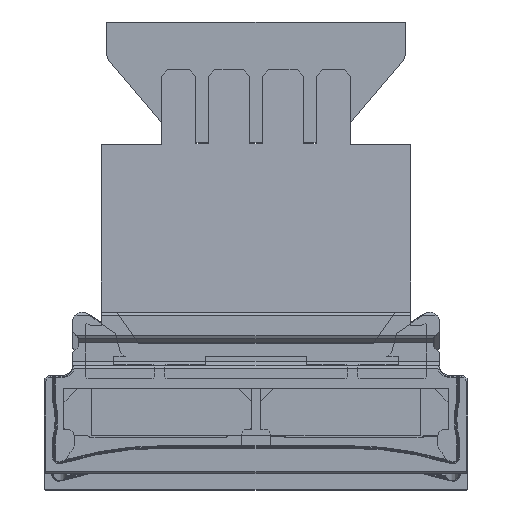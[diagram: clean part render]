
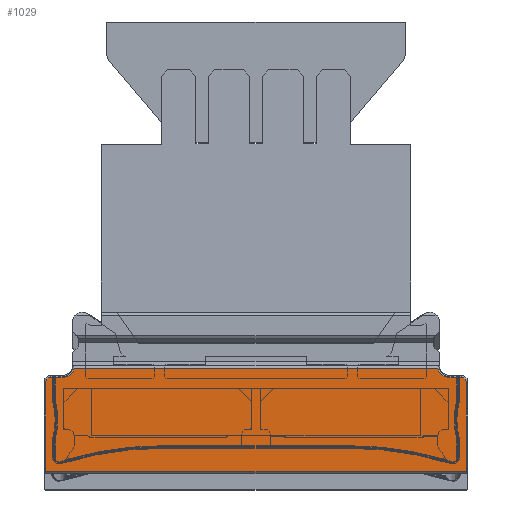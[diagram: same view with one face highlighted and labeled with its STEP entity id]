
A CAD part, top view. The second image highlights one B-rep face of the part: STEP entity #1029.
In plain terms, the highlighted planar face has unit normal (0, 0, 1).
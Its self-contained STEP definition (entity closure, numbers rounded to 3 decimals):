
#108=FACE_BOUND('',#2723,.T.);
#109=FACE_BOUND('',#2724,.T.);
#576=CIRCLE('',#12988,1.8);
#577=CIRCLE('',#12989,0.7);
#578=CIRCLE('',#12990,0.7);
#579=CIRCLE('',#12991,1.8);
#1029=ADVANCED_FACE('',(#108,#109),#1621,.T.);
#1621=PLANE('',#12992);
#2723=EDGE_LOOP('',(#4353,#4354,#4355,#4356,#4357,#4358,#4359,#4360,#4361,
#4362));
#2724=EDGE_LOOP('',(#4363,#4364));
#4353=ORIENTED_EDGE('',*,*,#8884,.F.);
#4354=ORIENTED_EDGE('',*,*,#8885,.F.);
#4355=ORIENTED_EDGE('',*,*,#8886,.F.);
#4356=ORIENTED_EDGE('',*,*,#8887,.F.);
#4357=ORIENTED_EDGE('',*,*,#8888,.F.);
#4358=ORIENTED_EDGE('',*,*,#8889,.T.);
#4359=ORIENTED_EDGE('',*,*,#8883,.F.);
#4360=ORIENTED_EDGE('',*,*,#8890,.F.);
#4361=ORIENTED_EDGE('',*,*,#8891,.F.);
#4362=ORIENTED_EDGE('',*,*,#8892,.F.);
#4363=ORIENTED_EDGE('',*,*,#8893,.F.);
#4364=ORIENTED_EDGE('',*,*,#8893,.T.);
#7517=VERTEX_POINT('',#18904);
#7519=VERTEX_POINT('',#18908);
#7520=VERTEX_POINT('',#18912);
#7521=VERTEX_POINT('',#18913);
#7522=VERTEX_POINT('',#18915);
#7523=VERTEX_POINT('',#18917);
#7524=VERTEX_POINT('',#18919);
#7525=VERTEX_POINT('',#18921);
#7526=VERTEX_POINT('',#18924);
#7527=VERTEX_POINT('',#18926);
#7528=VERTEX_POINT('',#18929);
#7529=VERTEX_POINT('',#18930);
#8883=EDGE_CURVE('',#7519,#7517,#10500,.T.);
#8884=EDGE_CURVE('',#7520,#7521,#10501,.T.);
#8885=EDGE_CURVE('',#7522,#7520,#576,.T.);
#8886=EDGE_CURVE('',#7523,#7522,#10502,.T.);
#8887=EDGE_CURVE('',#7524,#7523,#577,.T.);
#8888=EDGE_CURVE('',#7525,#7524,#10503,.T.);
#8889=EDGE_CURVE('',#7525,#7517,#10504,.T.);
#8890=EDGE_CURVE('',#7526,#7519,#578,.T.);
#8891=EDGE_CURVE('',#7527,#7526,#10505,.T.);
#8892=EDGE_CURVE('',#7521,#7527,#579,.T.);
#8893=EDGE_CURVE('',#7528,#7529,#10506,.T.);
#10500=LINE('',#18909,#11783);
#10501=LINE('',#18911,#11784);
#10502=LINE('',#18916,#11785);
#10503=LINE('',#18920,#11786);
#10504=LINE('',#18922,#11787);
#10505=LINE('',#18925,#11788);
#10506=LINE('',#18928,#11789);
#11783=VECTOR('',#15043,1.);
#11784=VECTOR('',#15046,1.);
#11785=VECTOR('',#15049,1.);
#11786=VECTOR('',#15052,1.);
#11787=VECTOR('',#15053,1.);
#11788=VECTOR('',#15056,1.);
#11789=VECTOR('',#15059,1.);
#12988=AXIS2_PLACEMENT_3D('',#18914,#15047,#15048);
#12989=AXIS2_PLACEMENT_3D('',#18918,#15050,#15051);
#12990=AXIS2_PLACEMENT_3D('',#18923,#15054,#15055);
#12991=AXIS2_PLACEMENT_3D('',#18927,#15057,#15058);
#12992=AXIS2_PLACEMENT_3D('',#18931,#15060,#15061);
#15043=DIRECTION('',(0.,-1.,0.));
#15046=DIRECTION('',(1.,0.,0.));
#15047=DIRECTION('',(0.,0.,1.));
#15048=DIRECTION('',(0.,-1.,0.));
#15049=DIRECTION('',(1.,0.,0.));
#15050=DIRECTION('',(0.,0.,-1.));
#15051=DIRECTION('',(-1.,0.,0.));
#15052=DIRECTION('',(0.,1.,0.));
#15053=DIRECTION('',(1.,0.,0.));
#15054=DIRECTION('',(0.,0.,-1.));
#15055=DIRECTION('',(0.,1.,0.));
#15056=DIRECTION('',(1.,0.,0.));
#15057=DIRECTION('',(0.,0.,1.));
#15058=DIRECTION('',(-0.981,-0.196,0.));
#15059=DIRECTION('',(0.,-1.,0.));
#15060=DIRECTION('',(0.,0.,1.));
#15061=DIRECTION('',(-1.,0.,0.));
#18904=CARTESIAN_POINT('',(33.2,-15.209,750.));
#18908=CARTESIAN_POINT('',(33.2,-1.,750.));
#18909=CARTESIAN_POINT('',(33.2,-1.,750.));
#18911=CARTESIAN_POINT('',(-28.735,1.147,750.));
#18912=CARTESIAN_POINT('',(-28.735,1.147,750.));
#18913=CARTESIAN_POINT('',(28.735,1.147,750.));
#18914=CARTESIAN_POINT('',(-30.5,1.5,750.));
#18915=CARTESIAN_POINT('',(-30.5,-0.3,750.));
#18916=CARTESIAN_POINT('',(-32.5,-0.3,750.));
#18917=CARTESIAN_POINT('',(-32.5,-0.3,750.));
#18918=CARTESIAN_POINT('',(-32.5,-1.,750.));
#18919=CARTESIAN_POINT('',(-33.2,-1.,750.));
#18920=CARTESIAN_POINT('',(-33.2,-15.209,750.));
#18921=CARTESIAN_POINT('',(-33.2,-15.209,750.));
#18922=CARTESIAN_POINT('',(-33.2,-15.209,750.));
#18923=CARTESIAN_POINT('',(32.5,-1.,750.));
#18924=CARTESIAN_POINT('',(32.5,-0.3,750.));
#18925=CARTESIAN_POINT('',(30.5,-0.3,750.));
#18926=CARTESIAN_POINT('',(30.5,-0.3,750.));
#18927=CARTESIAN_POINT('',(30.5,1.5,750.));
#18928=CARTESIAN_POINT('',(17.75,-6.859,750.));
#18929=CARTESIAN_POINT('',(17.75,-6.859,750.));
#18930=CARTESIAN_POINT('',(17.75,-14.859,750.));
#18931=CARTESIAN_POINT('',(0.,-15.509,750.));
